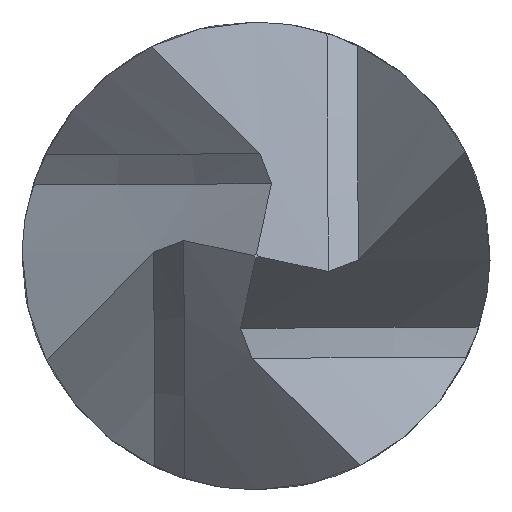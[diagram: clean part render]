
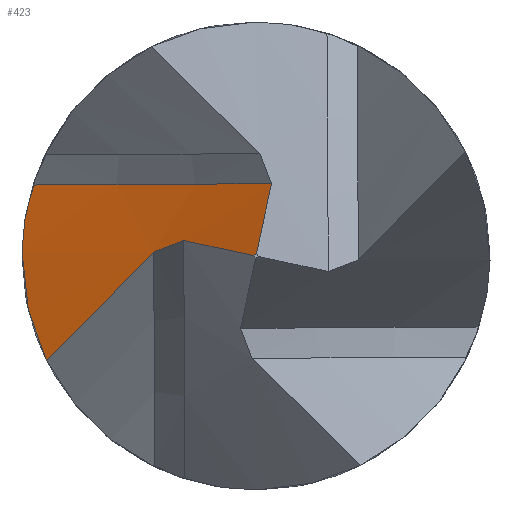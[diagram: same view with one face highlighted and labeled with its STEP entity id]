
A CAD part, left-side view. The second image highlights one B-rep face of the part: STEP entity #423.
In plain terms, the highlighted free-form (B-spline) face has degree [1, 3] with [2, 4] control points.
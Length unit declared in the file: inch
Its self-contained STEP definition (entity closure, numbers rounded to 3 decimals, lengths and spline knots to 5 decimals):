
#15 = ORIENTED_EDGE ( 'NONE', *, *, #368, .F. ) ;
#43 = CARTESIAN_POINT ( 'NONE',  ( -0.30954, -0.00012, 0.00061 ) ) ;
#60 = CARTESIAN_POINT ( 'NONE',  ( -0.29434, 0.01094, 0.00154 ) ) ;
#95 = CARTESIAN_POINT ( 'NONE',  ( -0.31, -0.00007, 0.00033 ) ) ;
#111 = CARTESIAN_POINT ( 'NONE',  ( -0.29752, 0.00799, 0.00168 ) ) ;
#121 = CARTESIAN_POINT ( 'NONE',  ( -0.30862, -0.00023, 0.00116 ) ) ;
#177 = CARTESIAN_POINT ( 'NONE',  ( -0.30213, 0.02705, -0.01305 ) ) ;
#243 = B_SPLINE_CURVE_WITH_KNOTS ( 'NONE', 3,
 ( #1312, #254, #60, #1313 ),
 .UNSPECIFIED., .F., .F.,
 ( 4, 4 ),
 ( 0., 0.00012 ),
 .UNSPECIFIED. ) ;
#254 = CARTESIAN_POINT ( 'NONE',  ( -0.29374, 0.01227, 0.00102 ) ) ;
#281 = CIRCLE ( 'NONE', #1905, 0.3751 ) ;
#310 = CARTESIAN_POINT ( 'NONE',  ( -0.29508, 0.0165, -0.00241 ) ) ;
#314 = FACE_OUTER_BOUND ( 'NONE', #1515, .T. ) ;
#342 = B_SPLINE_CURVE_WITH_KNOTS ( 'NONE', 3,
 ( #95, #43, #2053, #121, #1106, #1109, #1585, #1610, #1249, #1082 ),
 .UNSPECIFIED., .F., .F.,
 ( 4, 3, 3, 4 ),
 ( 0.00037, 0.00041, 0.00062, 0.00082 ),
 .UNSPECIFIED. ) ;
#368 = EDGE_CURVE ( 'NONE', #1875, #1544, #527, .T. ) ;
#414 = CARTESIAN_POINT ( 'NONE',  ( -0.31, -0.00007, 0.00033 ) ) ;
#420 = CARTESIAN_POINT ( 'NONE',  ( -0.29314, 0.0136, 0.00051 ) ) ;
#423 = ADVANCED_FACE ( 'NONE', ( #314 ), #971, .T. ) ;
#456 = EDGE_CURVE ( 'NONE', #1899, #1233, #1102, .T. ) ;
#477 = CARTESIAN_POINT ( 'NONE',  ( -0.30266, 0.02784, -0.01386 ) ) ;
#500 = CARTESIAN_POINT ( 'NONE',  ( -0.29496, -0.00205, 0.00961 ) ) ;
#526 = CARTESIAN_POINT ( 'NONE',  ( -0.29992, 0.02375, -0.00973 ) ) ;
#527 = B_SPLINE_CURVE_WITH_KNOTS ( 'NONE', 3,
 ( #674, #836, #725, #726, #728, #732 ),
 .UNSPECIFIED., .F., .F.,
 ( 4, 2, 4 ),
 ( 0.00021, 0.00082, 0.00142 ),
 .UNSPECIFIED. ) ;
#546 = B_SPLINE_CURVE_WITH_KNOTS ( 'NONE', 3,
 ( #937, #111, #1514, #1441, #1170, #1244, #1438 ),
 .UNSPECIFIED., .F., .F.,
 ( 4, 3, 4 ),
 ( 0., 0.00023, 0.00045 ),
 .UNSPECIFIED. ) ;
#605 = CARTESIAN_POINT ( 'NONE',  ( -0.29496, 0.00961, 0.00205 ) ) ;
#674 = CARTESIAN_POINT ( 'NONE',  ( -0.30266, 0.02784, -0.01386 ) ) ;
#725 = CARTESIAN_POINT ( 'NONE',  ( -0.2883, 0.03048, -0.00729 ) ) ;
#726 = CARTESIAN_POINT ( 'NONE',  ( -0.27433, 0.03134, 0.00047 ) ) ;
#728 = CARTESIAN_POINT ( 'NONE',  ( -0.2676, 0.03115, 0.00468 ) ) ;
#732 = CARTESIAN_POINT ( 'NONE',  ( -0.26129, 0.02963, 0.00944 ) ) ;
#809 = CARTESIAN_POINT ( 'NONE',  ( -0.26106, 0.02988, 0.00944 ) ) ;
#836 = CARTESIAN_POINT ( 'NONE',  ( -0.29545, 0.02938, -0.01077 ) ) ;
#854 = EDGE_CURVE ( 'NONE', #1894, #1704, #243, .T. ) ;
#869 = EDGE_CURVE ( 'NONE', #1704, #1233, #546, .T. ) ;
#877 = EDGE_CURVE ( 'NONE', #1899, #1863, #342, .T. ) ;
#885 = EDGE_CURVE ( 'NONE', #1544, #1863, #281, .T. ) ;
#888 = EDGE_CURVE ( 'NONE', #1875, #1894, #2049, .T. ) ;
#907 = CARTESIAN_POINT ( 'NONE',  ( -0.28822, 0.00304, 0.00958 ) ) ;
#914 = CARTESIAN_POINT ( 'NONE',  ( -0.30325, -0.00875, 0.00965 ) ) ;
#915 = CARTESIAN_POINT ( 'NONE',  ( -0.28186, 0.04839, -0.01411 ) ) ;
#917 = CARTESIAN_POINT ( 'NONE',  ( -0.29398, 0.03551, -0.01404 ) ) ;
#921 = CARTESIAN_POINT ( 'NONE',  ( -0.30705, 0.0236, -0.01397 ) ) ;
#922 = CARTESIAN_POINT ( 'NONE',  ( -0.30089, 0.0252, -0.01119 ) ) ;
#923 = CARTESIAN_POINT ( 'NONE',  ( -0.32098, 0.01271, -0.01391 ) ) ;
#928 = CARTESIAN_POINT ( 'NONE',  ( -0.29314, 0.0136, 0.00051 ) ) ;
#937 = CARTESIAN_POINT ( 'NONE',  ( -0.29496, 0.00961, 0.00205 ) ) ;
#946 = CARTESIAN_POINT ( 'NONE',  ( -0.53472, 0.2864, 0.00802 ) ) ;
#956 = CARTESIAN_POINT ( 'NONE',  ( -0.29701, 0.0194, -0.00534 ) ) ;
#967 = CARTESIAN_POINT ( 'NONE',  ( -0.29411, 0.01505, -0.00095 ) ) ;
#971 =( BOUNDED_SURFACE ( )  B_SPLINE_SURFACE ( 1, 3, ( 
 ( #809, #1025, #907, #914 ),
 ( #915, #917, #921, #923 ) ),
 .UNSPECIFIED., .F., .F., .F. ) 
 B_SPLINE_SURFACE_WITH_KNOTS ( ( 2, 2 ),
 ( 4, 4 ),
 ( 0., 1. ),
 ( 0., 1. ),
 .UNSPECIFIED. ) 
 GEOMETRIC_REPRESENTATION_ITEM ( )  RATIONAL_B_SPLINE_SURFACE ( (
 ( 1., 0.998, 0.998, 1.),
 ( 1., 0.998, 0.998, 1.) ) ) 
 REPRESENTATION_ITEM ( '' )  SURFACE ( )  );
#995 = CARTESIAN_POINT ( 'NONE',  ( -0.30186, 0.02665, -0.01265 ) ) ;
#1025 = CARTESIAN_POINT ( 'NONE',  ( -0.27412, 0.01594, 0.00951 ) ) ;
#1039 = CARTESIAN_POINT ( 'NONE',  ( -0.31, 0.0002, 0.00016 ) ) ;
#1082 = CARTESIAN_POINT ( 'NONE',  ( -0.29496, -0.00205, 0.00961 ) ) ;
#1093 = CARTESIAN_POINT ( 'NONE',  ( -0.31, 0.00007, 0.00025 ) ) ;
#1102 = B_SPLINE_CURVE_WITH_KNOTS ( 'NONE', 3,
 ( #1120, #1093, #1039, #1129 ),
 .UNSPECIFIED., .F., .F.,
 ( 4, 4 ),
 ( 0.00042, 0.00044 ),
 .UNSPECIFIED. ) ;
#1106 = CARTESIAN_POINT ( 'NONE',  ( -0.30633, -0.00051, 0.00255 ) ) ;
#1109 = CARTESIAN_POINT ( 'NONE',  ( -0.30404, -0.0008, 0.00394 ) ) ;
#1120 = CARTESIAN_POINT ( 'NONE',  ( -0.31, -0.00007, 0.00033 ) ) ;
#1129 = CARTESIAN_POINT ( 'NONE',  ( -0.31, 0.00033, 0.00007 ) ) ;
#1138 = CARTESIAN_POINT ( 'NONE',  ( -0.26129, 0.02963, 0.00944 ) ) ;
#1165 = CARTESIAN_POINT ( 'NONE',  ( -0.30266, 0.02784, -0.01386 ) ) ;
#1170 = CARTESIAN_POINT ( 'NONE',  ( -0.30512, 0.00328, 0.00066 ) ) ;
#1233 = VERTEX_POINT ( 'NONE', #1721 ) ;
#1244 = CARTESIAN_POINT ( 'NONE',  ( -0.30756, 0.0018, 0.00036 ) ) ;
#1247 = CARTESIAN_POINT ( 'NONE',  ( -0.29604, 0.01795, -0.00388 ) ) ;
#1249 = CARTESIAN_POINT ( 'NONE',  ( -0.29722, -0.00173, 0.00818 ) ) ;
#1307 = CARTESIAN_POINT ( 'NONE',  ( -0.29895, 0.0223, -0.00826 ) ) ;
#1312 = CARTESIAN_POINT ( 'NONE',  ( -0.29314, 0.0136, 0.00051 ) ) ;
#1313 = CARTESIAN_POINT ( 'NONE',  ( -0.29496, 0.00961, 0.00205 ) ) ;
#1428 = ORIENTED_EDGE ( 'NONE', *, *, #456, .F. ) ;
#1438 = CARTESIAN_POINT ( 'NONE',  ( -0.31, 0.00033, 0.00007 ) ) ;
#1441 = CARTESIAN_POINT ( 'NONE',  ( -0.3027, 0.00478, 0.00098 ) ) ;
#1481 = DIRECTION ( 'NONE',  ( -1., 0., 0. ) ) ;
#1501 = DIRECTION ( 'NONE',  ( 0., -0.006, -1. ) ) ;
#1510 = CARTESIAN_POINT ( 'NONE',  ( -0.3024, 0.02744, -0.01346 ) ) ;
#1514 = CARTESIAN_POINT ( 'NONE',  ( -0.3001, 0.00637, 0.00133 ) ) ;
#1515 = EDGE_LOOP ( 'NONE', ( #2033, #2048, #1428, #2039, #2015, #15, #2031 ) ) ;
#1544 = VERTEX_POINT ( 'NONE', #1138 ) ;
#1557 = CARTESIAN_POINT ( 'NONE',  ( -0.29798, 0.02085, -0.0068 ) ) ;
#1585 = CARTESIAN_POINT ( 'NONE',  ( -0.30176, -0.00111, 0.00535 ) ) ;
#1610 = CARTESIAN_POINT ( 'NONE',  ( -0.29948, -0.00141, 0.00676 ) ) ;
#1704 = VERTEX_POINT ( 'NONE', #605 ) ;
#1721 = CARTESIAN_POINT ( 'NONE',  ( -0.31, 0.00033, 0.00007 ) ) ;
#1863 = VERTEX_POINT ( 'NONE', #500 ) ;
#1875 = VERTEX_POINT ( 'NONE', #477 ) ;
#1894 = VERTEX_POINT ( 'NONE', #420 ) ;
#1899 = VERTEX_POINT ( 'NONE', #414 ) ;
#1905 = AXIS2_PLACEMENT_3D ( 'NONE', #946, #1501, #1481 ) ;
#2015 = ORIENTED_EDGE ( 'NONE', *, *, #885, .F. ) ;
#2031 = ORIENTED_EDGE ( 'NONE', *, *, #888, .T. ) ;
#2033 = ORIENTED_EDGE ( 'NONE', *, *, #854, .T. ) ;
#2039 = ORIENTED_EDGE ( 'NONE', *, *, #877, .T. ) ;
#2048 = ORIENTED_EDGE ( 'NONE', *, *, #869, .T. ) ;
#2049 = B_SPLINE_CURVE_WITH_KNOTS ( 'NONE', 3,
 ( #1165, #1510, #177, #995, #922, #526, #1307, #1557, #956, #1247, #310, #967, #928 ),
 .UNSPECIFIED., .F., .F.,
 ( 4, 3, 3, 3, 4 ),
 ( 0.00013, 0.00017, 0.00035, 0.00052, 0.00069 ),
 .UNSPECIFIED. ) ;
#2053 = CARTESIAN_POINT ( 'NONE',  ( -0.30908, -0.00018, 0.00089 ) ) ;
